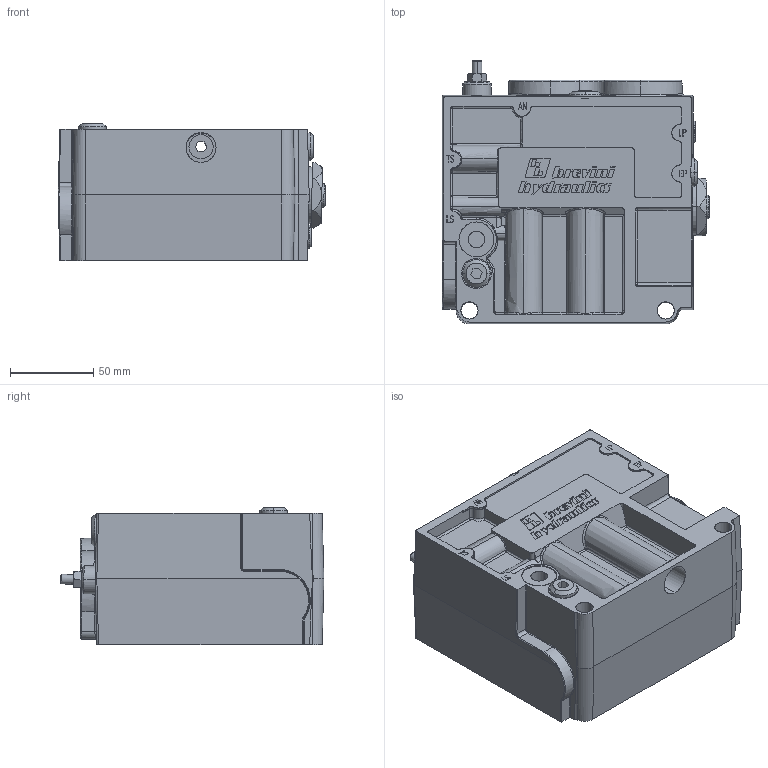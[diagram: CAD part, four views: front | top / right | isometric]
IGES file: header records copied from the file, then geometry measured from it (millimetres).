
Start section: SolidWorks IGES file using analytic representation for surfaces
Global section: file name: HSE0007701270.igs; native system: SolidWorks 2012; preprocessor: SolidWorks 2012; author: ARUTPUT15; date: 131005.121936; units: millimetre
Bounding box: 160.95 x 158.55 x 82.5 mm (x, y, z)
Surface area: 108948.4 mm2 (no closed solid volume)
Topology: 0 solids, 0 shells, 679 faces, 7458 edges, 7444 vertices
Faces by surface type: bspline 422, revolution 257
